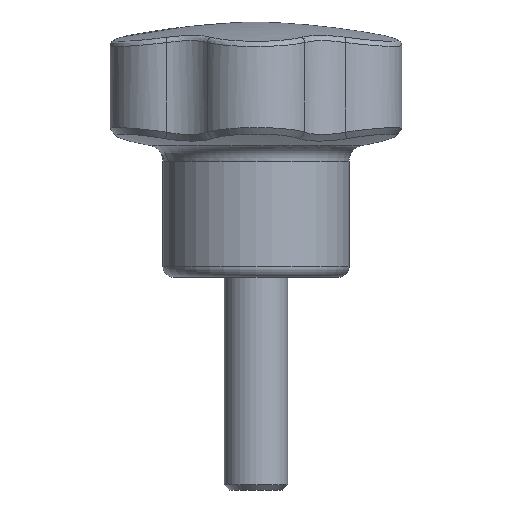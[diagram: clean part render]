
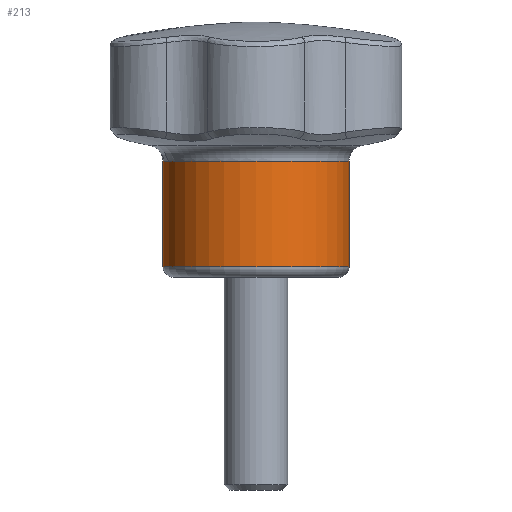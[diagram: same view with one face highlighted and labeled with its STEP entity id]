
A CAD part, front view. The second image highlights one B-rep face of the part: STEP entity #213.
In plain terms, the highlighted cylindrical face has radius 8.75 mm (diameter 17.5 mm), a full revolution.
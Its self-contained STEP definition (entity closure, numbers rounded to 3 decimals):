
#213 = ADVANCED_FACE( '', ( #435, #436 ), #437, .T. );
#435 = FACE_OUTER_BOUND( '', #2790, .T. );
#436 = FACE_OUTER_BOUND( '', #2791, .T. );
#437 = CYLINDRICAL_SURFACE( '', #2792, 8.75 );
#2790 = EDGE_LOOP( '', ( #3648 ) );
#2791 = EDGE_LOOP( '', ( #3649 ) );
#2792 = AXIS2_PLACEMENT_3D( '', #3650, #3651, #3652 );
#3648 = ORIENTED_EDGE( '', *, *, #3875, .T. );
#3649 = ORIENTED_EDGE( '', *, *, #3872, .T. );
#3650 = CARTESIAN_POINT( '', ( 0., 0., 23.65 ) );
#3651 = DIRECTION( '', ( 0., 0., -1. ) );
#3652 = DIRECTION( '', ( 1., 0., 0. ) );
#3872 = EDGE_CURVE( '', #4145, #4145, #4146, .F. );
#3875 = EDGE_CURVE( '', #4149, #4149, #4150, .T. );
#4145 = VERTEX_POINT( '', #6172 );
#4146 = CIRCLE( '', #6173, 8.75 );
#4149 = VERTEX_POINT( '', #6176 );
#4150 = CIRCLE( '', #6177, 8.75 );
#6172 = CARTESIAN_POINT( '', ( 8.75, 0., 10.917 ) );
#6173 = AXIS2_PLACEMENT_3D( '', #6419, #6420, #6421 );
#6176 = CARTESIAN_POINT( '', ( 8.75, 0., 1. ) );
#6177 = AXIS2_PLACEMENT_3D( '', #6422, #6423, #6424 );
#6419 = CARTESIAN_POINT( '', ( 0., 0., 10.917 ) );
#6420 = DIRECTION( '', ( 0., 0., 1. ) );
#6421 = DIRECTION( '', ( 1., 0., 0. ) );
#6422 = CARTESIAN_POINT( '', ( 0., 0., 1. ) );
#6423 = DIRECTION( '', ( 0., 0., 1. ) );
#6424 = DIRECTION( '', ( 1., 0., 0. ) );
